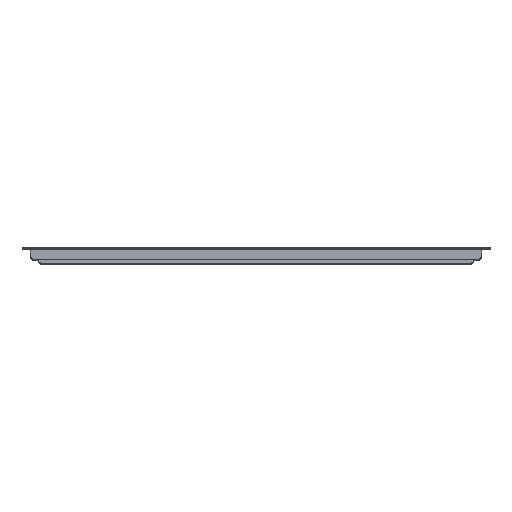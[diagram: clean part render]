
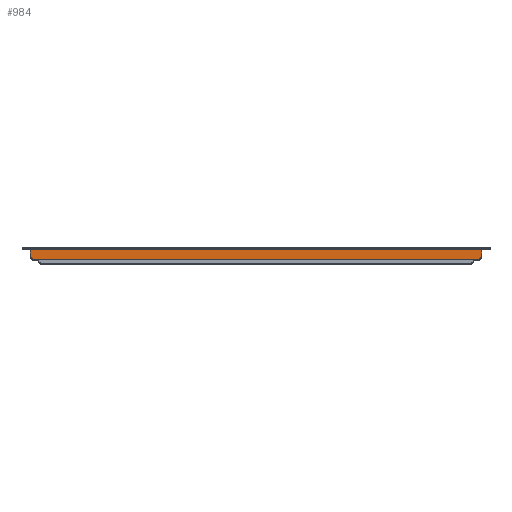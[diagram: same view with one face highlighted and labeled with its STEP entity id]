
A CAD part, top view. The second image highlights one B-rep face of the part: STEP entity #984.
In plain terms, the highlighted planar face has unit normal (0, 0, 1).
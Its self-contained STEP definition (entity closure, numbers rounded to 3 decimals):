
#45 = EDGE_CURVE ( 'NONE', #1044, #2507, #3162, .T. ) ;
#106 = ORIENTED_EDGE ( 'NONE', *, *, #681, .F. ) ;
#137 = CARTESIAN_POINT ( 'NONE',  ( -273.25, -10., 47.45 ) ) ;
#196 = ORIENTED_EDGE ( 'NONE', *, *, #1871, .T. ) ;
#219 = AXIS2_PLACEMENT_3D ( 'NONE', #137, #3453, #1474 ) ;
#466 = AXIS2_PLACEMENT_3D ( 'NONE', #3117, #2872, #3395 ) ;
#612 = ORIENTED_EDGE ( 'NONE', *, *, #3196, .F. ) ;
#660 = LINE ( 'NONE', #1209, #1681 ) ;
#681 = EDGE_CURVE ( 'NONE', #2985, #3155, #2679, .T. ) ;
#740 = CARTESIAN_POINT ( 'NONE',  ( 278.25, -15., 47.45 ) ) ;
#781 = LINE ( 'NONE', #2466, #2565 ) ;
#849 = CARTESIAN_POINT ( 'NONE',  ( 273.25, -10., 47.45 ) ) ;
#952 = CARTESIAN_POINT ( 'NONE',  ( -278.25, -15., 47.45 ) ) ;
#984 = ADVANCED_FACE ( 'NONE', ( #3152 ), #2363, .T. ) ;
#1008 = VECTOR ( 'NONE', #1511, 1000. ) ;
#1044 = VERTEX_POINT ( 'NONE', #1835 ) ;
#1187 = CARTESIAN_POINT ( 'NONE',  ( -273.25, -15., 47.45 ) ) ;
#1209 = CARTESIAN_POINT ( 'NONE',  ( -278.25, -1.5, 47.45 ) ) ;
#1431 = CARTESIAN_POINT ( 'NONE',  ( -278.25, -3., 47.45 ) ) ;
#1474 = DIRECTION ( 'NONE',  ( 0., -1., 0. ) ) ;
#1511 = DIRECTION ( 'NONE',  ( -1., 0., 0. ) ) ;
#1569 = CIRCLE ( 'NONE', #219, 5. ) ;
#1681 = VECTOR ( 'NONE', #2309, 1000. ) ;
#1749 = ORIENTED_EDGE ( 'NONE', *, *, #2557, .T. ) ;
#1818 = CIRCLE ( 'NONE', #2102, 5. ) ;
#1835 = CARTESIAN_POINT ( 'NONE',  ( 273.25, -15., 47.45 ) ) ;
#1871 = EDGE_CURVE ( 'NONE', #2985, #3067, #781, .T. ) ;
#2102 = AXIS2_PLACEMENT_3D ( 'NONE', #849, #2552, #3085 ) ;
#2222 = VERTEX_POINT ( 'NONE', #2393 ) ;
#2246 = EDGE_LOOP ( 'NONE', ( #612, #3322, #3367, #1749, #106, #196 ) ) ;
#2309 = DIRECTION ( 'NONE',  ( 0., 1., 0. ) ) ;
#2363 = PLANE ( 'NONE',  #466 ) ;
#2393 = CARTESIAN_POINT ( 'NONE',  ( -278.25, -10., 47.45 ) ) ;
#2466 = CARTESIAN_POINT ( 'NONE',  ( 0., -3., 47.45 ) ) ;
#2507 = VERTEX_POINT ( 'NONE', #1187 ) ;
#2552 = DIRECTION ( 'NONE',  ( 0., 0., 1. ) ) ;
#2557 = EDGE_CURVE ( 'NONE', #1044, #3155, #1818, .T. ) ;
#2565 = VECTOR ( 'NONE', #2981, 1000. ) ;
#2580 = CARTESIAN_POINT ( 'NONE',  ( 278.25, -10., 47.45 ) ) ;
#2622 = VECTOR ( 'NONE', #2943, 1000. ) ;
#2679 = LINE ( 'NONE', #740, #2622 ) ;
#2872 = DIRECTION ( 'NONE',  ( 0., 0., 1. ) ) ;
#2943 = DIRECTION ( 'NONE',  ( 0., -1., 0. ) ) ;
#2981 = DIRECTION ( 'NONE',  ( -1., 0., 0. ) ) ;
#2985 = VERTEX_POINT ( 'NONE', #3091 ) ;
#3067 = VERTEX_POINT ( 'NONE', #1431 ) ;
#3085 = DIRECTION ( 'NONE',  ( 0., -1., 0. ) ) ;
#3091 = CARTESIAN_POINT ( 'NONE',  ( 278.25, -3., 47.45 ) ) ;
#3117 = CARTESIAN_POINT ( 'NONE',  ( 0., 0., 47.45 ) ) ;
#3152 = FACE_OUTER_BOUND ( 'NONE', #2246, .T. ) ;
#3155 = VERTEX_POINT ( 'NONE', #2580 ) ;
#3162 = LINE ( 'NONE', #952, #1008 ) ;
#3196 = EDGE_CURVE ( 'NONE', #2222, #3067, #660, .T. ) ;
#3268 = EDGE_CURVE ( 'NONE', #2222, #2507, #1569, .T. ) ;
#3322 = ORIENTED_EDGE ( 'NONE', *, *, #3268, .T. ) ;
#3367 = ORIENTED_EDGE ( 'NONE', *, *, #45, .F. ) ;
#3395 = DIRECTION ( 'NONE',  ( 0., -1., 0. ) ) ;
#3453 = DIRECTION ( 'NONE',  ( 0., 0., 1. ) ) ;
